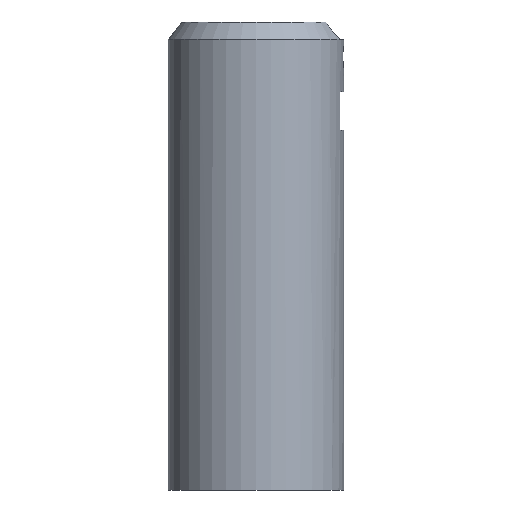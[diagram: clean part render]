
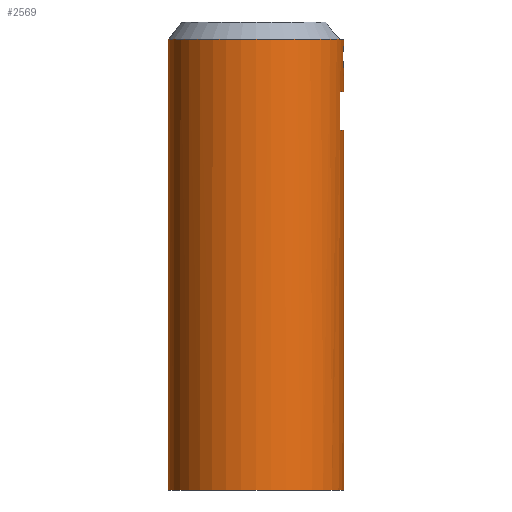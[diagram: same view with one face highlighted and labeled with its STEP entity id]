
A CAD part, left-side view. The second image highlights one B-rep face of the part: STEP entity #2569.
In plain terms, the highlighted cylindrical face has radius 30.2 mm (diameter 60.4 mm), a full revolution.
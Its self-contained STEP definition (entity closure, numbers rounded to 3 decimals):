
#51=B_SPLINE_CURVE_WITH_KNOTS('',3,(#3918,#3919,#3920,#3921,#3922,#3923,
#3924,#3925,#3926,#3927,#3928,#3929,#3930,#3931,#3932,#3933,#3934,#3935,
#3936,#3937,#3938,#3939,#3940,#3941,#3942,#3943,#3944,#3945,#3946,#3947,
#3948,#3949,#3950,#3951),.UNSPECIFIED.,.T.,.F.,(4,2,2,2,2,2,2,2,2,2,2,2,
2,2,2,2,4),(0.,0.162,0.324,0.487,0.649,
0.811,0.973,1.135,1.298,1.46,
1.622,1.784,1.947,2.109,2.271,
2.433,2.595),.UNSPECIFIED.);
#85=FACE_BOUND('',#762,.T.);
#86=FACE_BOUND('',#763,.T.);
#149=LINE('',#3906,#374);
#150=LINE('',#3911,#375);
#151=LINE('',#3954,#376);
#374=VECTOR('',#3120,10.);
#375=VECTOR('',#3125,30.2);
#376=VECTOR('',#3134,10.);
#556=CYLINDRICAL_SURFACE('',#2758,30.2);
#607=FACE_OUTER_BOUND('',#761,.T.);
#761=EDGE_LOOP('',(#1759,#1760,#1761,#1762,#1763,#1764));
#762=EDGE_LOOP('',(#1765));
#763=EDGE_LOOP('',(#1766,#1767,#1768,#1769));
#917=CIRCLE('',#2746,30.2);
#924=CIRCLE('',#2759,30.2);
#925=CIRCLE('',#2760,30.2);
#926=CIRCLE('',#2761,30.2);
#927=CIRCLE('',#2762,30.2);
#928=CIRCLE('',#2763,30.2);
#1061=VERTEX_POINT('',#3866);
#1062=VERTEX_POINT('',#3868);
#1076=VERTEX_POINT('',#3904);
#1077=VERTEX_POINT('',#3908);
#1078=VERTEX_POINT('',#3910);
#1079=VERTEX_POINT('',#3912);
#1080=VERTEX_POINT('',#3914);
#1081=VERTEX_POINT('',#3917);
#1082=VERTEX_POINT('',#3952);
#1326=EDGE_CURVE('',#1062,#1061,#917,.T.);
#1344=EDGE_CURVE('',#1076,#1061,#149,.T.);
#1345=EDGE_CURVE('',#1077,#1077,#924,.T.);
#1346=EDGE_CURVE('',#1077,#1078,#150,.T.);
#1347=EDGE_CURVE('',#1079,#1078,#925,.T.);
#1348=EDGE_CURVE('',#1080,#1079,#926,.T.);
#1349=EDGE_CURVE('',#1078,#1080,#927,.T.);
#1350=EDGE_CURVE('',#1081,#1081,#51,.T.);
#1351=EDGE_CURVE('',#1076,#1082,#928,.T.);
#1352=EDGE_CURVE('',#1082,#1062,#151,.T.);
#1759=ORIENTED_EDGE('',*,*,#1345,.F.);
#1760=ORIENTED_EDGE('',*,*,#1346,.T.);
#1761=ORIENTED_EDGE('',*,*,#1347,.F.);
#1762=ORIENTED_EDGE('',*,*,#1348,.F.);
#1763=ORIENTED_EDGE('',*,*,#1349,.F.);
#1764=ORIENTED_EDGE('',*,*,#1346,.F.);
#1765=ORIENTED_EDGE('',*,*,#1350,.T.);
#1766=ORIENTED_EDGE('',*,*,#1344,.F.);
#1767=ORIENTED_EDGE('',*,*,#1351,.T.);
#1768=ORIENTED_EDGE('',*,*,#1352,.T.);
#1769=ORIENTED_EDGE('',*,*,#1326,.T.);
#2569=ADVANCED_FACE('',(#607,#85,#86),#556,.T.);
#2746=AXIS2_PLACEMENT_3D('',#3869,#3085,#3086);
#2758=AXIS2_PLACEMENT_3D('',#3907,#3121,#3122);
#2759=AXIS2_PLACEMENT_3D('',#3909,#3123,#3124);
#2760=AXIS2_PLACEMENT_3D('',#3913,#3126,#3127);
#2761=AXIS2_PLACEMENT_3D('',#3915,#3128,#3129);
#2762=AXIS2_PLACEMENT_3D('',#3916,#3130,#3131);
#2763=AXIS2_PLACEMENT_3D('',#3953,#3132,#3133);
#3085=DIRECTION('center_axis',(0.,0.,-1.));
#3086=DIRECTION('ref_axis',(0.293,-0.956,0.));
#3120=DIRECTION('',(0.,0.,-1.));
#3121=DIRECTION('center_axis',(0.,0.,-1.));
#3122=DIRECTION('ref_axis',(1.,0.,0.));
#3123=DIRECTION('center_axis',(0.,0.,-1.));
#3124=DIRECTION('ref_axis',(1.,0.,0.));
#3125=DIRECTION('',(0.,0.,1.));
#3126=DIRECTION('center_axis',(0.,0.,1.));
#3127=DIRECTION('ref_axis',(1.,0.,0.));
#3128=DIRECTION('center_axis',(0.,0.,1.));
#3129=DIRECTION('ref_axis',(1.,0.,0.));
#3130=DIRECTION('center_axis',(0.,0.,1.));
#3131=DIRECTION('ref_axis',(1.,0.,0.));
#3132=DIRECTION('center_axis',(0.,0.,1.));
#3133=DIRECTION('ref_axis',(1.,0.,0.));
#3134=DIRECTION('',(0.,0.,-1.));
#3866=CARTESIAN_POINT('',(-8.85,-28.874,-13.2));
#3868=CARTESIAN_POINT('',(8.85,-28.874,-13.2));
#3869=CARTESIAN_POINT('Origin',(0.,0.,
-13.2));
#3904=CARTESIAN_POINT('',(-8.85,-28.874,0.));
#3906=CARTESIAN_POINT('',(-8.85,-28.874,0.));
#3907=CARTESIAN_POINT('Origin',(0.,0.,0.));
#3908=CARTESIAN_POINT('',(-30.2,0.,-137.));
#3909=CARTESIAN_POINT('Origin',(0.,0.,-137.));
#3910=CARTESIAN_POINT('',(-30.2,0.,18.));
#3911=CARTESIAN_POINT('',(-30.2,0.,0.));
#3912=CARTESIAN_POINT('',(7.086,-29.357,18.));
#3913=CARTESIAN_POINT('Origin',(0.,0.,18.));
#3914=CARTESIAN_POINT('',(-7.086,-29.357,18.));
#3915=CARTESIAN_POINT('Origin',(0.,0.,18.));
#3916=CARTESIAN_POINT('Origin',(0.,0.,18.));
#3917=CARTESIAN_POINT('',(-4.3,-29.892,12.));
#3918=CARTESIAN_POINT('Ctrl Pts',(-4.3,-29.892,12.));
#3919=CARTESIAN_POINT('Ctrl Pts',(-4.3,-29.892,12.541));
#3920=CARTESIAN_POINT('Ctrl Pts',(-4.192,-29.908,13.117));
#3921=CARTESIAN_POINT('Ctrl Pts',(-3.753,-29.967,14.176));
#3922=CARTESIAN_POINT('Ctrl Pts',(-3.422,-30.008,14.659));
#3923=CARTESIAN_POINT('Ctrl Pts',(-2.659,-30.085,15.422));
#3924=CARTESIAN_POINT('Ctrl Pts',(-2.176,-30.126,15.753));
#3925=CARTESIAN_POINT('Ctrl Pts',(-1.117,-30.184,16.192));
#3926=CARTESIAN_POINT('Ctrl Pts',(-0.541,-30.2,16.3));
#3927=CARTESIAN_POINT('Ctrl Pts',(0.541,-30.2,16.3));
#3928=CARTESIAN_POINT('Ctrl Pts',(1.117,-30.184,16.192));
#3929=CARTESIAN_POINT('Ctrl Pts',(2.176,-30.126,15.753));
#3930=CARTESIAN_POINT('Ctrl Pts',(2.659,-30.085,15.422));
#3931=CARTESIAN_POINT('Ctrl Pts',(3.422,-30.008,14.659));
#3932=CARTESIAN_POINT('Ctrl Pts',(3.753,-29.967,14.176));
#3933=CARTESIAN_POINT('Ctrl Pts',(4.192,-29.908,13.117));
#3934=CARTESIAN_POINT('Ctrl Pts',(4.3,-29.892,12.541));
#3935=CARTESIAN_POINT('Ctrl Pts',(4.3,-29.892,11.459));
#3936=CARTESIAN_POINT('Ctrl Pts',(4.192,-29.908,10.883));
#3937=CARTESIAN_POINT('Ctrl Pts',(3.753,-29.967,9.824));
#3938=CARTESIAN_POINT('Ctrl Pts',(3.422,-30.008,9.341));
#3939=CARTESIAN_POINT('Ctrl Pts',(2.659,-30.085,8.578));
#3940=CARTESIAN_POINT('Ctrl Pts',(2.176,-30.126,8.247));
#3941=CARTESIAN_POINT('Ctrl Pts',(1.117,-30.184,7.808));
#3942=CARTESIAN_POINT('Ctrl Pts',(0.541,-30.2,7.7));
#3943=CARTESIAN_POINT('Ctrl Pts',(-0.541,-30.2,7.7));
#3944=CARTESIAN_POINT('Ctrl Pts',(-1.117,-30.184,7.808));
#3945=CARTESIAN_POINT('Ctrl Pts',(-2.176,-30.126,8.247));
#3946=CARTESIAN_POINT('Ctrl Pts',(-2.659,-30.085,8.578));
#3947=CARTESIAN_POINT('Ctrl Pts',(-3.422,-30.008,9.341));
#3948=CARTESIAN_POINT('Ctrl Pts',(-3.753,-29.967,9.824));
#3949=CARTESIAN_POINT('Ctrl Pts',(-4.192,-29.908,10.883));
#3950=CARTESIAN_POINT('Ctrl Pts',(-4.3,-29.892,11.459));
#3951=CARTESIAN_POINT('Ctrl Pts',(-4.3,-29.892,12.));
#3952=CARTESIAN_POINT('',(8.85,-28.874,0.));
#3953=CARTESIAN_POINT('Origin',(0.,0.,0.));
#3954=CARTESIAN_POINT('',(8.85,-28.874,0.));
